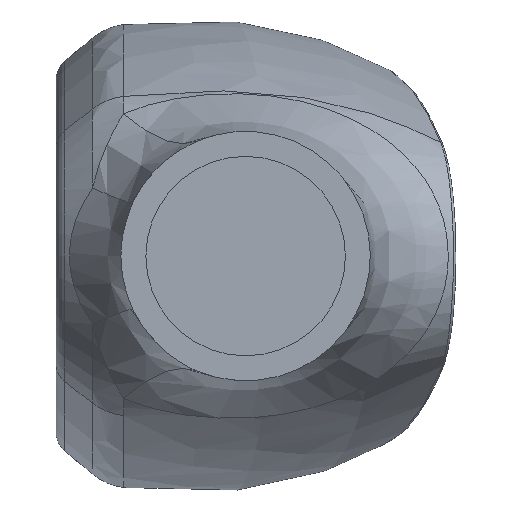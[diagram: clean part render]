
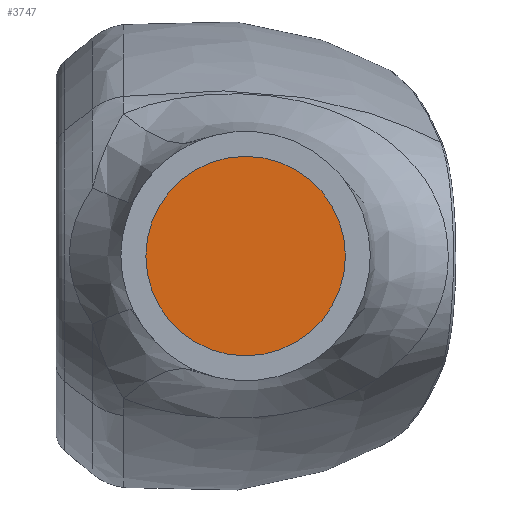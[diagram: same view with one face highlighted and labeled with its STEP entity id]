
A CAD part, left-side view. The second image highlights one B-rep face of the part: STEP entity #3747.
In plain terms, the highlighted planar face has unit normal (-1, 0, 0).
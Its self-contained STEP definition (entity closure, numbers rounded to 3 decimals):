
#207 = DIRECTION ( 'NONE',  ( 0., 0., 1. ) ) ;
#357 = CARTESIAN_POINT ( 'NONE',  ( -45.959, -12., 83.942 ) ) ;
#498 = CARTESIAN_POINT ( 'NONE',  ( -45.959, -12., 77.942 ) ) ;
#628 = EDGE_LOOP ( 'NONE', ( #1700, #1204 ) ) ;
#687 = DIRECTION ( 'NONE',  ( -1., 0., 0. ) ) ;
#1164 = VERTEX_POINT ( 'NONE', #357 ) ;
#1204 = ORIENTED_EDGE ( 'NONE', *, *, #2110, .T. ) ;
#1227 = AXIS2_PLACEMENT_3D ( 'NONE', #1298, #687, #1261 ) ;
#1261 = DIRECTION ( 'NONE',  ( 0., 0., 1. ) ) ;
#1298 = CARTESIAN_POINT ( 'NONE',  ( -45.959, -12., 77.942 ) ) ;
#1421 = CIRCLE ( 'NONE', #1918, 6. ) ;
#1677 = DIRECTION ( 'NONE',  ( -1., 0., 0. ) ) ;
#1700 = ORIENTED_EDGE ( 'NONE', *, *, #2548, .T. ) ;
#1822 = PLANE ( 'NONE',  #1227 ) ;
#1918 = AXIS2_PLACEMENT_3D ( 'NONE', #2201, #2810, #2458 ) ;
#2110 = EDGE_CURVE ( 'NONE', #2381, #1164, #1421, .T. ) ;
#2201 = CARTESIAN_POINT ( 'NONE',  ( -45.959, -12., 77.942 ) ) ;
#2275 = CARTESIAN_POINT ( 'NONE',  ( -45.959, -12., 71.942 ) ) ;
#2381 = VERTEX_POINT ( 'NONE', #2275 ) ;
#2458 = DIRECTION ( 'NONE',  ( 0., 0., 1. ) ) ;
#2548 = EDGE_CURVE ( 'NONE', #1164, #2381, #3244, .T. ) ;
#2810 = DIRECTION ( 'NONE',  ( -1., 0., 0. ) ) ;
#3181 = AXIS2_PLACEMENT_3D ( 'NONE', #498, #1677, #207 ) ;
#3244 = CIRCLE ( 'NONE', #3181, 6. ) ;
#3307 = FACE_OUTER_BOUND ( 'NONE', #628, .T. ) ;
#3747 = ADVANCED_FACE ( 'NONE', ( #3307 ), #1822, .T. ) ;
